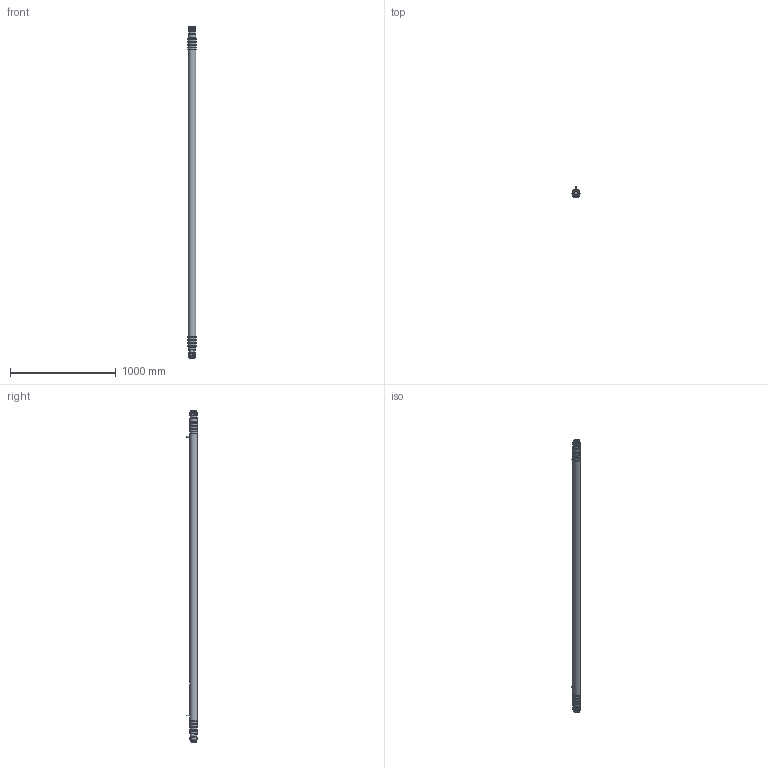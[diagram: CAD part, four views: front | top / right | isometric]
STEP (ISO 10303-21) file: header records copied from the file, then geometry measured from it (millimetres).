
FILE_DESCRIPTION(/* description */ ('Alibre Inc.'),/* implementation_level */ '2;1');
FILE_NAME(/* name */ 'export0',/* time_stamp */ '2012-08-26T10:22:23+01:00',/* author */ (''),/* organization */ (''),/* preprocessor_version */ 'ST-DEVELOPER v12',/* originating_system */ 'Alibre',/* authorisation */ '');
FILE_SCHEMA (('AUTOMOTIVE_DESIGN'));
Length unit declared in the file: centimetre
Bounding box: 76.22 x 107.03 x 3143.57 mm (x, y, z)
Volume: 10787378.8 mm3; surface area: 1509916.6 mm2
Topology: 7 solids, 7 shells, 147 faces, 294 edges, 175 vertices
Faces by surface type: cylinder 41, cone 38, plane 34, torus 27, bspline 7
Full cylindrical faces by diameter (mm): 8 x4, 34.689 x1, 43.233 x1, 47.689 x2, 48 x2, 50 x4, 59.967 x4, 60.644 x2, 71.843 x9, 75.843 x1, 76.221 x7
Entity records: 3956 total; most frequent: CARTESIAN_POINT 2083, DIRECTION 364, ORIENTED_EDGE 236, AXIS2_PLACEMENT_3D 199, EDGE_LOOP 196, FACE_BOUND 196, EDGE_CURVE 118, VERTEX_POINT 110
